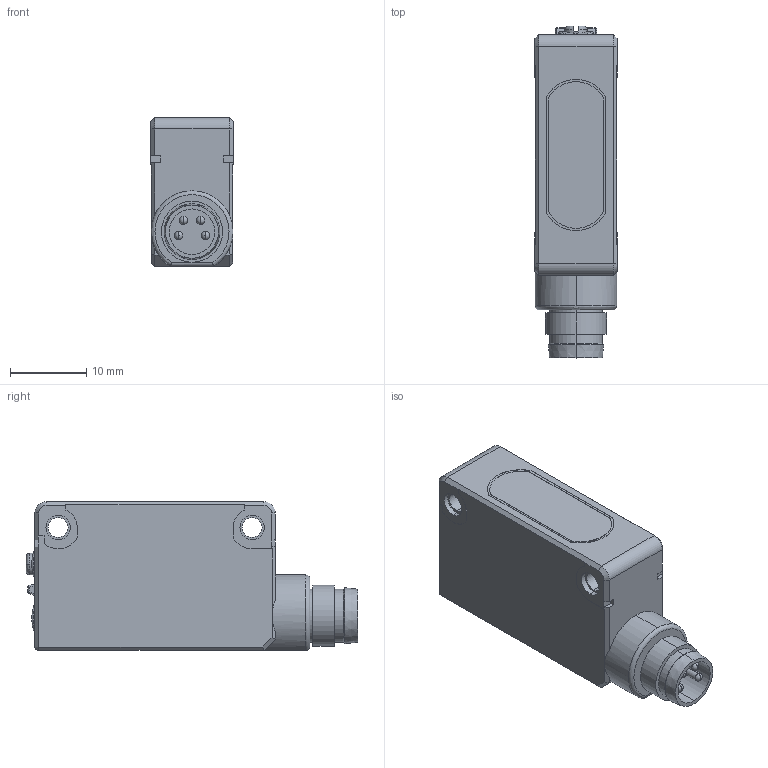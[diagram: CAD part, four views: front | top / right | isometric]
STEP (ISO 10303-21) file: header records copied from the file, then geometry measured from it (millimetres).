
FILE_DESCRIPTION (( 'STEP AP214' ), '1' );
FILE_NAME ('SA2E-[B]$3C.STEP', '2021-03-18T00:45:41', ( 'IDEC' ), ( 'IDEC' ), 'SwSTEP 2.0', 'SolidWorks 2019', '' );
FILE_SCHEMA (( 'AUTOMOTIVE_DESIGN' ));
Length unit declared in the file: millimetre
Products named in the file (1): SA2E-[B]$3C
Bounding box: 10.8 x 43.45 x 19.5 mm (x, y, z)
Volume: 6959.6 mm3; surface area: 2972 mm2
Topology: 1 solids, 1 shells, 307 faces, 749 edges, 472 vertices
Faces by surface type: plane 146, cylinder 86, bspline 50, cone 17, torus 8
Entity records: 11136 total; most frequent: CARTESIAN_POINT 4130, ORIENTED_EDGE 1498, DIRECTION 1370, EDGE_CURVE 749, VERTEX_POINT 472, AXIS2_PLACEMENT_3D 472, VECTOR 426, LINE 426
